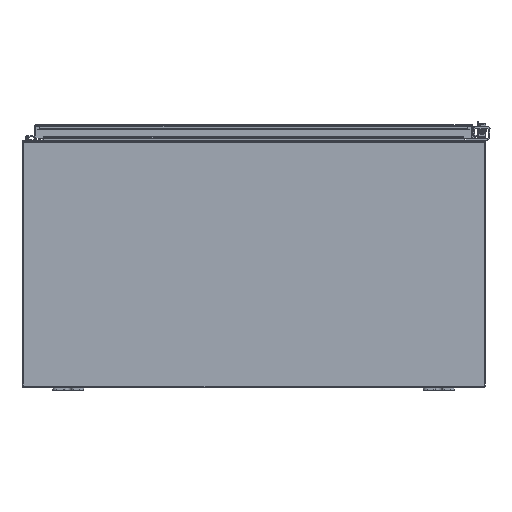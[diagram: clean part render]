
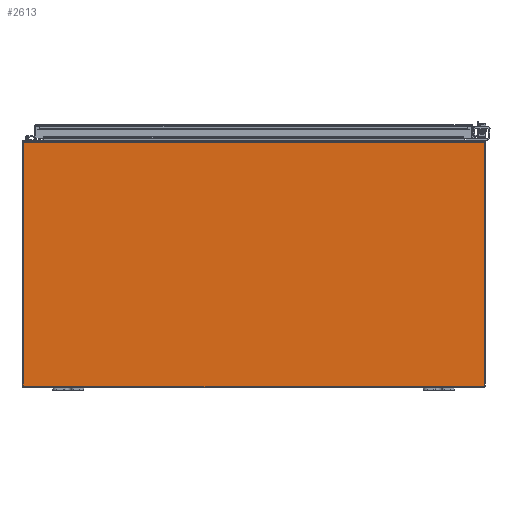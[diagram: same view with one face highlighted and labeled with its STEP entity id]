
A CAD part, front view. The second image highlights one B-rep face of the part: STEP entity #2613.
In plain terms, the highlighted face is planar.
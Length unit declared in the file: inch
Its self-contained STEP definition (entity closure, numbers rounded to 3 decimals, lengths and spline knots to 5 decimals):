
#2270=CARTESIAN_POINT('',(29.926,15.85775,0.));
#2271=VERTEX_POINT('',#2270);
#2317=CARTESIAN_POINT('',(0.,15.85775,0.));
#2318=VERTEX_POINT('',#2317);
#2319=CARTESIAN_POINT('',(0.,15.85775,0.));
#2320=DIRECTION('',(1.0,0.0,0.0));
#2321=VECTOR('',#2320,29.926);
#2322=LINE('',#2319,#2321);
#2323=EDGE_CURVE('',#2318,#2271,#2322,.T.);
#2565=CARTESIAN_POINT('',(0.,0.0,0.));
#2566=VERTEX_POINT('',#2565);
#2567=CARTESIAN_POINT('',(0.,15.85775,0.));
#2568=DIRECTION('',(0.0,-1.0,0.0));
#2569=VECTOR('',#2568,15.85775);
#2570=LINE('',#2567,#2569);
#2571=EDGE_CURVE('',#2318,#2566,#2570,.T.);
#2590=CARTESIAN_POINT('',(14.963,7.9815,0.));
#2591=DIRECTION('',(0.0,0.0,1.0));
#2592=DIRECTION('',(1.0,0.0,0.0));
#2593=AXIS2_PLACEMENT_3D('',#2590,#2591,#2592);
#2594=PLANE('',#2593);
#2595=ORIENTED_EDGE('',*,*,#2323,.T.);
#2596=CARTESIAN_POINT('',(29.926,0.0,0.));
#2597=VERTEX_POINT('',#2596);
#2598=CARTESIAN_POINT('',(29.926,0.0,0.));
#2599=DIRECTION('',(0.0,1.0,0.0));
#2600=VECTOR('',#2599,15.85775);
#2601=LINE('',#2598,#2600);
#2602=EDGE_CURVE('',#2597,#2271,#2601,.T.);
#2603=ORIENTED_EDGE('',*,*,#2602,.F.);
#2604=CARTESIAN_POINT('',(0.,0.0,0.));
#2605=DIRECTION('',(1.0,0.0,0.0));
#2606=VECTOR('',#2605,29.926);
#2607=LINE('',#2604,#2606);
#2608=EDGE_CURVE('',#2566,#2597,#2607,.T.);
#2609=ORIENTED_EDGE('',*,*,#2608,.F.);
#2610=ORIENTED_EDGE('',*,*,#2571,.F.);
#2611=EDGE_LOOP('',(#2595,#2603,#2609,#2610));
#2612=FACE_OUTER_BOUND('',#2611,.T.);
#2613=ADVANCED_FACE('',(#2612),#2594,.F.);
